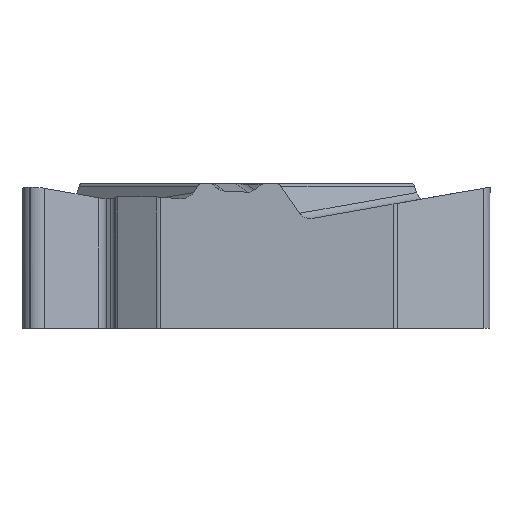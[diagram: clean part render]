
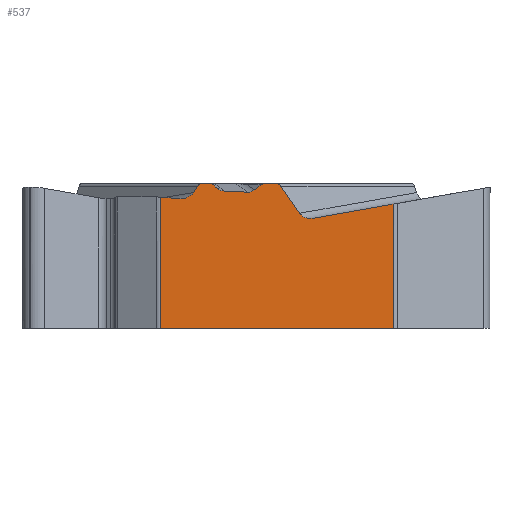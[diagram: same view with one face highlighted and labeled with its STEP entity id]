
A CAD part, left-side view. The second image highlights one B-rep face of the part: STEP entity #537.
In plain terms, the highlighted planar face has unit normal (-1, 0, 0).
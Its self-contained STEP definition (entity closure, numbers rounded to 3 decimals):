
#47=FACE_OUTER_BOUND('',#687,.T.);
#135=PLANE('',#1804);
#175=LINE('',#2949,#325);
#179=LINE('',#2963,#329);
#190=LINE('',#2995,#340);
#191=LINE('',#2998,#341);
#192=LINE('',#3000,#342);
#193=LINE('',#3004,#343);
#194=LINE('',#3009,#344);
#195=LINE('',#3013,#345);
#196=LINE('',#3017,#346);
#197=LINE('',#3022,#347);
#198=LINE('',#3026,#348);
#199=LINE('',#3028,#349);
#325=VECTOR('',#1986,1.);
#329=VECTOR('',#1996,1.);
#340=VECTOR('',#2019,1.);
#341=VECTOR('',#2020,1.);
#342=VECTOR('',#2021,1.);
#343=VECTOR('',#2024,1.);
#344=VECTOR('',#2029,1.);
#345=VECTOR('',#2032,1.);
#346=VECTOR('',#2035,1.);
#347=VECTOR('',#2040,1.);
#348=VECTOR('',#2043,1.);
#349=VECTOR('',#2044,1.);
#481=ELLIPSE('',#1796,0.379,0.33);
#482=ELLIPSE('',#1797,0.177,0.15);
#483=ELLIPSE('',#1798,0.167,0.15);
#484=ELLIPSE('',#1799,0.314,0.3);
#485=ELLIPSE('',#1800,0.314,0.3);
#486=ELLIPSE('',#1801,0.15,0.15);
#487=ELLIPSE('',#1802,0.17,0.15);
#488=ELLIPSE('',#1803,0.386,0.33);
#537=ADVANCED_FACE('',(#47),#135,.F.);
#687=EDGE_LOOP('',(#812,#813,#814,#815,#816,#817,#818,#819,#820,#821,#822,
#823,#824,#825,#826,#827,#828,#829,#830,#831));
#812=ORIENTED_EDGE('',*,*,#1487,.T.);
#813=ORIENTED_EDGE('',*,*,#1488,.T.);
#814=ORIENTED_EDGE('',*,*,#1489,.T.);
#815=ORIENTED_EDGE('',*,*,#1490,.T.);
#816=ORIENTED_EDGE('',*,*,#1491,.T.);
#817=ORIENTED_EDGE('',*,*,#1492,.F.);
#818=ORIENTED_EDGE('',*,*,#1471,.F.);
#819=ORIENTED_EDGE('',*,*,#1493,.F.);
#820=ORIENTED_EDGE('',*,*,#1494,.T.);
#821=ORIENTED_EDGE('',*,*,#1495,.T.);
#822=ORIENTED_EDGE('',*,*,#1496,.T.);
#823=ORIENTED_EDGE('',*,*,#1497,.T.);
#824=ORIENTED_EDGE('',*,*,#1498,.T.);
#825=ORIENTED_EDGE('',*,*,#1499,.F.);
#826=ORIENTED_EDGE('',*,*,#1464,.F.);
#827=ORIENTED_EDGE('',*,*,#1500,.F.);
#828=ORIENTED_EDGE('',*,*,#1501,.T.);
#829=ORIENTED_EDGE('',*,*,#1502,.T.);
#830=ORIENTED_EDGE('',*,*,#1503,.T.);
#831=ORIENTED_EDGE('',*,*,#1504,.T.);
#1297=VERTEX_POINT('',#2948);
#1298=VERTEX_POINT('',#2950);
#1304=VERTEX_POINT('',#2962);
#1305=VERTEX_POINT('',#2964);
#1320=VERTEX_POINT('',#2996);
#1321=VERTEX_POINT('',#2997);
#1322=VERTEX_POINT('',#2999);
#1323=VERTEX_POINT('',#3001);
#1324=VERTEX_POINT('',#3003);
#1325=VERTEX_POINT('',#3005);
#1326=VERTEX_POINT('',#3008);
#1327=VERTEX_POINT('',#3010);
#1328=VERTEX_POINT('',#3012);
#1329=VERTEX_POINT('',#3014);
#1330=VERTEX_POINT('',#3016);
#1331=VERTEX_POINT('',#3018);
#1332=VERTEX_POINT('',#3021);
#1333=VERTEX_POINT('',#3023);
#1334=VERTEX_POINT('',#3025);
#1335=VERTEX_POINT('',#3027);
#1464=EDGE_CURVE('',#1297,#1298,#175,.T.);
#1471=EDGE_CURVE('',#1304,#1305,#179,.T.);
#1487=EDGE_CURVE('',#1320,#1321,#190,.T.);
#1488=EDGE_CURVE('',#1321,#1322,#191,.T.);
#1489=EDGE_CURVE('',#1322,#1323,#192,.T.);
#1490=EDGE_CURVE('',#1323,#1324,#481,.T.);
#1491=EDGE_CURVE('',#1324,#1325,#193,.T.);
#1492=EDGE_CURVE('',#1305,#1325,#482,.T.);
#1493=EDGE_CURVE('',#1326,#1304,#483,.T.);
#1494=EDGE_CURVE('',#1326,#1327,#194,.T.);
#1495=EDGE_CURVE('',#1327,#1328,#484,.T.);
#1496=EDGE_CURVE('',#1328,#1329,#195,.T.);
#1497=EDGE_CURVE('',#1329,#1330,#485,.T.);
#1498=EDGE_CURVE('',#1330,#1331,#196,.T.);
#1499=EDGE_CURVE('',#1298,#1331,#486,.T.);
#1500=EDGE_CURVE('',#1332,#1297,#487,.T.);
#1501=EDGE_CURVE('',#1332,#1333,#197,.T.);
#1502=EDGE_CURVE('',#1333,#1334,#488,.T.);
#1503=EDGE_CURVE('',#1334,#1335,#198,.T.);
#1504=EDGE_CURVE('',#1335,#1320,#199,.T.);
#1796=AXIS2_PLACEMENT_3D('',#3002,#2022,#2023);
#1797=AXIS2_PLACEMENT_3D('',#3006,#2025,#2026);
#1798=AXIS2_PLACEMENT_3D('',#3007,#2027,#2028);
#1799=AXIS2_PLACEMENT_3D('',#3011,#2030,#2031);
#1800=AXIS2_PLACEMENT_3D('',#3015,#2033,#2034);
#1801=AXIS2_PLACEMENT_3D('',#3019,#2036,#2037);
#1802=AXIS2_PLACEMENT_3D('',#3020,#2038,#2039);
#1803=AXIS2_PLACEMENT_3D('',#3024,#2041,#2042);
#1804=AXIS2_PLACEMENT_3D('',#3029,#2045,#2046);
#1986=DIRECTION('',(0.,-1.,0.));
#1996=DIRECTION('',(0.,-1.,0.));
#2019=DIRECTION('',(0.,-1.,0.));
#2020=DIRECTION('',(0.,0.,1.));
#2021=DIRECTION('',(0.,0.985,-0.174));
#2022=DIRECTION('',(1.,0.,0.));
#2023=DIRECTION('',(0.,-0.985,0.174));
#2024=DIRECTION('',(0.,0.574,0.819));
#2025=DIRECTION('',(1.,0.,0.));
#2026=DIRECTION('',(0.,1.,0.));
#2027=DIRECTION('',(1.,0.,0.));
#2028=DIRECTION('',(0.,1.,0.));
#2029=DIRECTION('',(0.,0.794,-0.608));
#2030=DIRECTION('',(1.,0.,0.));
#2031=DIRECTION('',(0.,0.808,0.589));
#2032=DIRECTION('',(0.,0.999,0.049));
#2033=DIRECTION('',(1.,0.,0.));
#2034=DIRECTION('',(0.,0.808,0.589));
#2035=DIRECTION('',(0.,0.757,0.653));
#2036=DIRECTION('',(1.,0.,0.));
#2037=DIRECTION('',(0.,-1.,0.));
#2038=DIRECTION('',(1.,0.,0.));
#2039=DIRECTION('',(0.,1.,0.));
#2040=DIRECTION('',(0.,0.558,-0.83));
#2041=DIRECTION('',(1.,0.,0.));
#2042=DIRECTION('',(0.,-0.986,0.165));
#2043=DIRECTION('',(0.,0.996,0.088));
#2044=DIRECTION('',(0.,0.,-1.));
#2045=DIRECTION('',(1.,0.,0.));
#2046=DIRECTION('',(0.,1.,0.));
#2948=CARTESIAN_POINT('',(-4.763,1.165,0.1));
#2949=CARTESIAN_POINT('',(-4.763,-7.335,0.1));
#2950=CARTESIAN_POINT('',(-4.763,0.968,0.1));
#2962=CARTESIAN_POINT('',(-4.763,-0.581,0.1));
#2963=CARTESIAN_POINT('',(-4.763,7.335,0.1));
#2964=CARTESIAN_POINT('',(-4.763,-0.874,0.1));
#2995=CARTESIAN_POINT('',(-4.763,-7.335,-3.97));
#2996=CARTESIAN_POINT('',(-4.763,2.351,-3.97));
#2997=CARTESIAN_POINT('',(-4.762,-4.175,-3.97));
#2998=CARTESIAN_POINT('',(-4.762,-4.175,0.));
#2999=CARTESIAN_POINT('',(-4.762,-4.175,-0.48));
#3000=CARTESIAN_POINT('',(-4.763,6.906,-2.434));
#3001=CARTESIAN_POINT('',(-4.763,-1.939,-0.875));
#3002=CARTESIAN_POINT('',(-4.763,-1.882,-0.55));
#3003=CARTESIAN_POINT('',(-4.763,-1.558,-0.733));
#3004=CARTESIAN_POINT('',(-4.763,1.712,3.937));
#3005=CARTESIAN_POINT('',(-4.763,-1.026,0.027));
#3006=CARTESIAN_POINT('',(-4.763,-0.874,-0.05));
#3007=CARTESIAN_POINT('',(-4.763,-0.581,-0.05));
#3008=CARTESIAN_POINT('',(-4.763,-0.473,0.064));
#3009=CARTESIAN_POINT('',(-4.763,4.479,-3.729));
#3010=CARTESIAN_POINT('',(-4.763,-0.283,-0.081));
#3011=CARTESIAN_POINT('',(-4.763,-0.087,0.163));
#3012=CARTESIAN_POINT('',(-4.763,-0.085,-0.142));
#3013=CARTESIAN_POINT('',(-4.763,-7.311,-0.493));
#3014=CARTESIAN_POINT('',(-4.763,0.564,-0.11));
#3015=CARTESIAN_POINT('',(-4.763,0.562,0.195));
#3016=CARTESIAN_POINT('',(-4.763,0.76,-0.031));
#3017=CARTESIAN_POINT('',(-4.763,-3.863,-4.022));
#3018=CARTESIAN_POINT('',(-4.763,0.87,0.064));
#3019=CARTESIAN_POINT('',(-4.763,0.968,-0.05));
#3020=CARTESIAN_POINT('',(-4.763,1.165,-0.05));
#3021=CARTESIAN_POINT('',(-4.763,1.311,0.027));
#3022=CARTESIAN_POINT('',(-4.763,-1.369,4.012));
#3023=CARTESIAN_POINT('',(-4.763,1.433,-0.154));
#3024=CARTESIAN_POINT('',(-4.763,1.763,0.001));
#3025=CARTESIAN_POINT('',(-4.763,1.821,-0.329));
#3026=CARTESIAN_POINT('',(-4.763,-7.236,-1.127));
#3027=CARTESIAN_POINT('',(-4.763,2.351,-0.282));
#3028=CARTESIAN_POINT('',(-4.763,2.351,0.));
#3029=CARTESIAN_POINT('',(-4.763,-7.335,0.));
